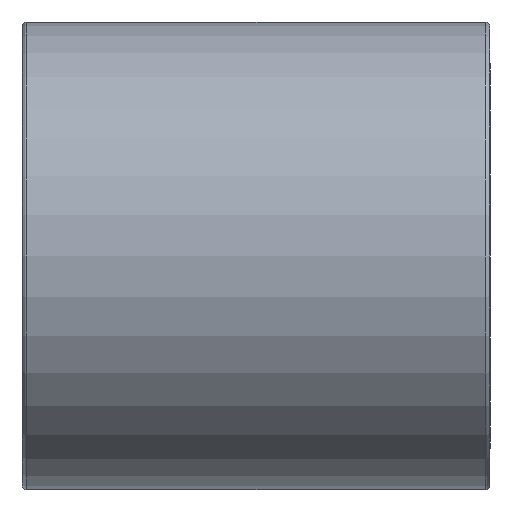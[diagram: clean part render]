
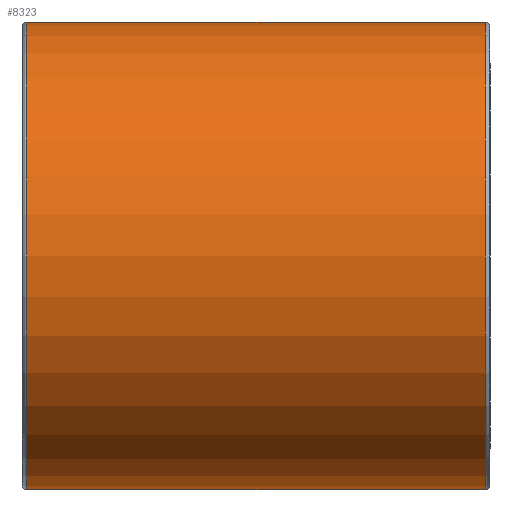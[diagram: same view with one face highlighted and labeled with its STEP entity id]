
A CAD part, left-side view. The second image highlights one B-rep face of the part: STEP entity #8323.
In plain terms, the highlighted cylindrical face has radius 5 mm (diameter 10 mm), a partial arc.
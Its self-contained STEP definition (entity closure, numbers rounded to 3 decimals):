
#171=FACE_OUTER_BOUND('',#623,.T.);
#623=EDGE_LOOP('',(#5337,#5338,#5339,#5340));
#1101=LINE('',#12856,#1765);
#1102=LINE('',#12859,#1766);
#1765=VECTOR('',#9947,10.);
#1766=VECTOR('',#9950,10.);
#2429=CIRCLE('',#8797,5.);
#2433=CIRCLE('',#8804,5.);
#3099=VERTEX_POINT('',#12834);
#3101=VERTEX_POINT('',#12840);
#3105=VERTEX_POINT('',#12855);
#3106=VERTEX_POINT('',#12857);
#3991=EDGE_CURVE('',#3099,#3101,#2429,.T.);
#3997=EDGE_CURVE('',#3099,#3105,#1101,.T.);
#3998=EDGE_CURVE('',#3106,#3105,#2433,.T.);
#3999=EDGE_CURVE('',#3101,#3106,#1102,.T.);
#5337=ORIENTED_EDGE('',*,*,#3991,.F.);
#5338=ORIENTED_EDGE('',*,*,#3997,.T.);
#5339=ORIENTED_EDGE('',*,*,#3998,.F.);
#5340=ORIENTED_EDGE('',*,*,#3999,.F.);
#7995=CYLINDRICAL_SURFACE('',#8803,5.);
#8323=ADVANCED_FACE('',(#171),#7995,.T.);
#8797=AXIS2_PLACEMENT_3D('',#12844,#9931,#9932);
#8803=AXIS2_PLACEMENT_3D('',#12854,#9945,#9946);
#8804=AXIS2_PLACEMENT_3D('',#12858,#9948,#9949);
#9931=DIRECTION('center_axis',(0.,-1.,0.));
#9932=DIRECTION('ref_axis',(-1.,0.,0.));
#9945=DIRECTION('center_axis',(0.,1.,0.));
#9946=DIRECTION('ref_axis',(0.,0.,-1.));
#9947=DIRECTION('',(0.,1.,0.));
#9948=DIRECTION('center_axis',(0.,1.,0.));
#9949=DIRECTION('ref_axis',(-1.,0.,0.));
#9950=DIRECTION('',(0.,1.,0.));
#12834=CARTESIAN_POINT('',(-110.,-4.9,5.));
#12840=CARTESIAN_POINT('',(-110.,-4.9,-5.));
#12844=CARTESIAN_POINT('Origin',(-110.,-4.9,0.));
#12854=CARTESIAN_POINT('Origin',(-110.,0.,0.));
#12855=CARTESIAN_POINT('',(-110.,4.9,5.));
#12856=CARTESIAN_POINT('',(-110.,0.,5.));
#12857=CARTESIAN_POINT('',(-110.,4.9,-5.));
#12858=CARTESIAN_POINT('Origin',(-110.,4.9,0.));
#12859=CARTESIAN_POINT('',(-110.,0.,-5.));
